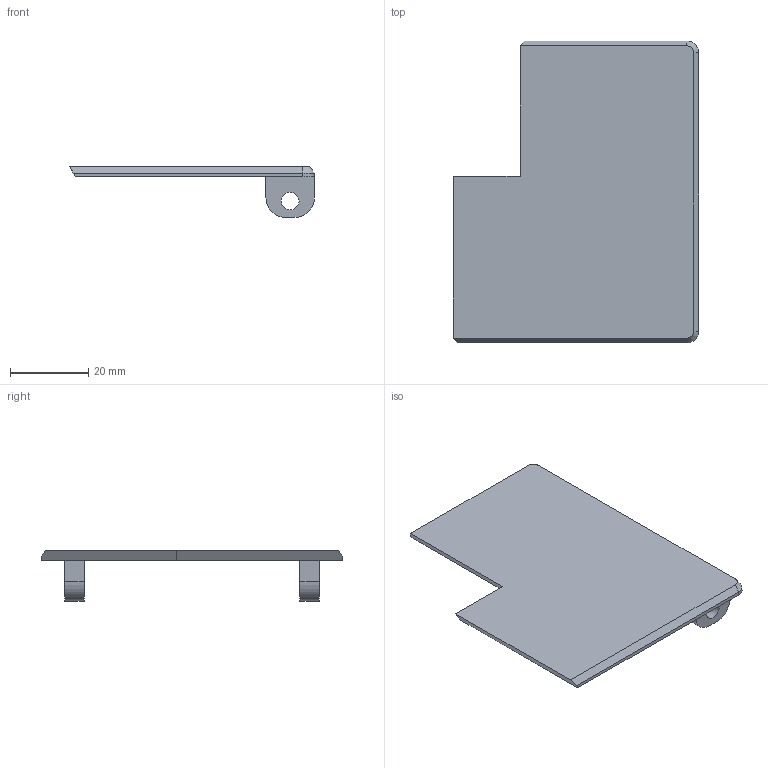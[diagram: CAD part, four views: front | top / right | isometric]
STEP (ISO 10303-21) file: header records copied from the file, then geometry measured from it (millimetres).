
FILE_DESCRIPTION(/* description */ (''),/* implementation_level */ '2;1');
FILE_NAME(/* name */ 'Smart Useless Box moving lid v1.step',/* time_stamp */ '2019-09-11T22:45:27+02:00',/* author */ (''),/* organization */ (''),/* preprocessor_version */ 'ST-DEVELOPER v18',/* originating_system */ 'Autodesk Translation Framework v8.6.0.1094',/* authorisation */ '');
FILE_SCHEMA (('AUTOMOTIVE_DESIGN { 1 0 10303 214 3 1 1 }'));
Length unit declared in the file: millimetre
Products named in the file (1): Moving Lid
Bounding box: 62.5 x 77 x 13 mm (x, y, z)
Volume: 11665 mm3; surface area: 9883.9 mm2
Topology: 3 solids, 3 shells, 33 faces, 77 edges, 50 vertices
Faces by surface type: plane 23, cylinder 6, bspline 4
Full cylindrical faces by diameter (mm): 4.5 x2
Entity records: 1440 total; most frequent: CARTESIAN_POINT 655, ORIENTED_EDGE 154, DIRECTION 143, EDGE_CURVE 77, LINE 59, VECTOR 59, VERTEX_POINT 50, AXIS2_PLACEMENT_3D 42
